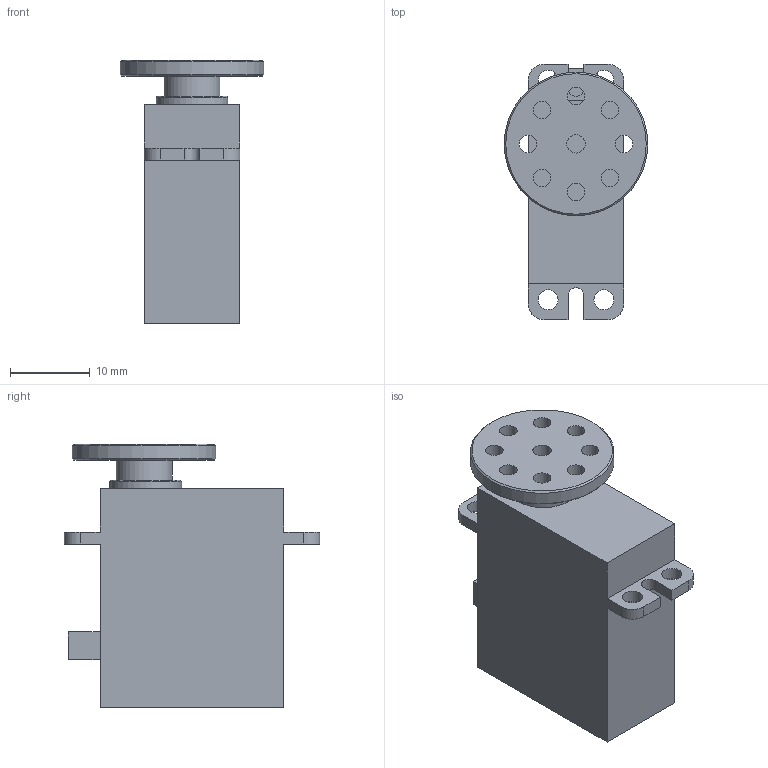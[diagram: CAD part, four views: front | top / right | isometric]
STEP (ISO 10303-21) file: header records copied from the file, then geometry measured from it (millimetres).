
FILE_DESCRIPTION(/* description */ (''),/* implementation_level */ '2;1');
FILE_NAME(/* name */ 'STS3032 Servo Motor.step',/* time_stamp */ '2024-09-27T17:43:27+09:00',/* author */ (''),/* organization */ (''),/* preprocessor_version */ 'ST-DEVELOPER v20',/* originating_system */ 'Autodesk Translation Framework v13.20.0.188',/* authorisation */ '');
FILE_SCHEMA (('AUTOMOTIVE_DESIGN { 1 0 10303 214 3 1 1 }'));
Length unit declared in the file: millimetre
Products named in the file (1): sts3032
Bounding box: 18 x 32 x 33 mm (x, y, z)
Volume: 8358.5 mm3; surface area: 3474.6 mm2
Topology: 1 solids, 1 shells, 54 faces, 138 edges, 91 vertices
Faces by surface type: plane 29, cylinder 22, cone 3
Full cylindrical faces by diameter (mm): 2.2 x8, 2.3 x1, 2.5 x4, 7 x1, 9 x1, 18 x1
Entity records: 1726 total; most frequent: DIRECTION 295, CARTESIAN_POINT 284, ORIENTED_EDGE 276, EDGE_CURVE 138, AXIS2_PLACEMENT_3D 102, LINE 91, VECTOR 91, VERTEX_POINT 91
